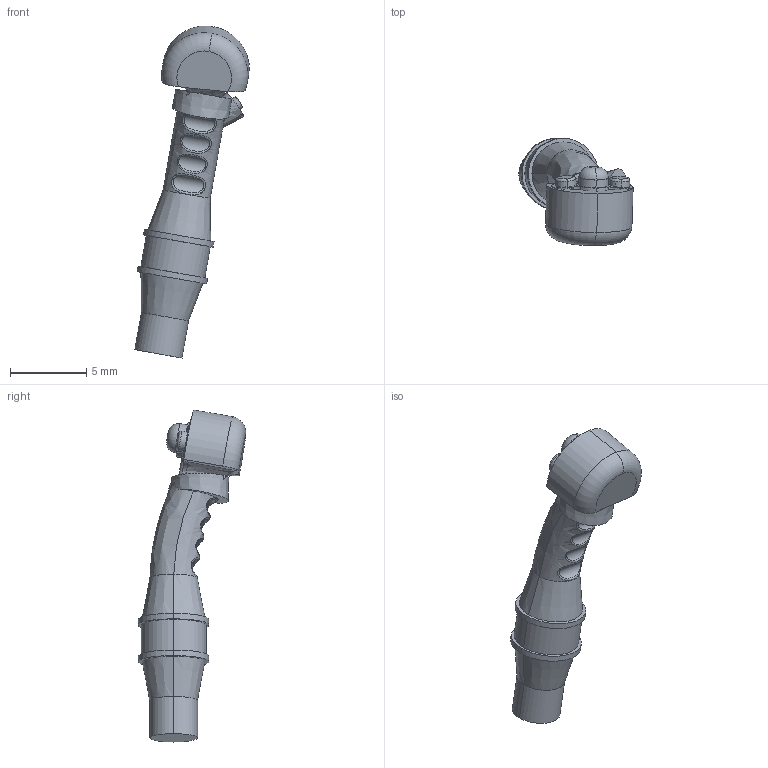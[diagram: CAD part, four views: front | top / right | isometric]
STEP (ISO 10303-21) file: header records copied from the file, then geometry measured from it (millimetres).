
FILE_DESCRIPTION (( 'STEP AP214' ), '1' );
FILE_NAME ('F35滄俴釱組_紱釬裝 v2.STEP', '2023-06-19T13:40:27', ( '' ), ( '' ), 'SwSTEP 2.0', 'SolidWorks 2018', '' );
FILE_SCHEMA (( 'AUTOMOTIVE_DESIGN' ));
Length unit declared in the file: millimetre
Products named in the file (1): F35滄俴釱組_紱釬裝 v2
Bounding box: 7.48 x 7.04 x 21.74 mm (x, y, z)
Surface area: 323.9 mm2 (no closed solid volume)
Topology: 0 solids, 1 shells, 105 faces, 272 edges, 176 vertices
Faces by surface type: cylinder 36, bspline 28, plane 25, torus 12, cone 4
Entity records: 10416 total; most frequent: CARTESIAN_POINT 7949, ORIENTED_EDGE 534, DIRECTION 362, EDGE_CURVE 270, VERTEX_POINT 176, AXIS2_PLACEMENT_3D 161, B_SPLINE_CURVE_WITH_KNOTS 127, EDGE_LOOP 115
